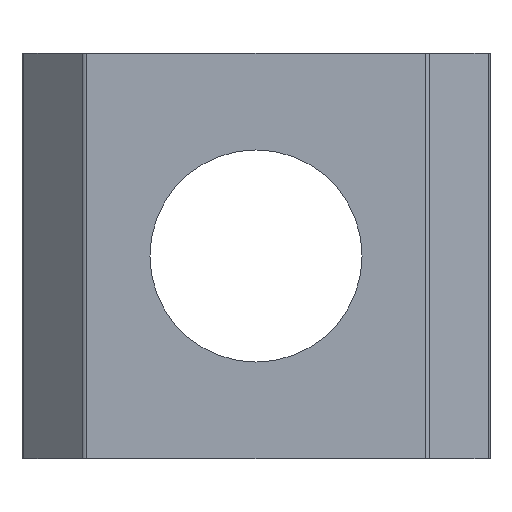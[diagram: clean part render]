
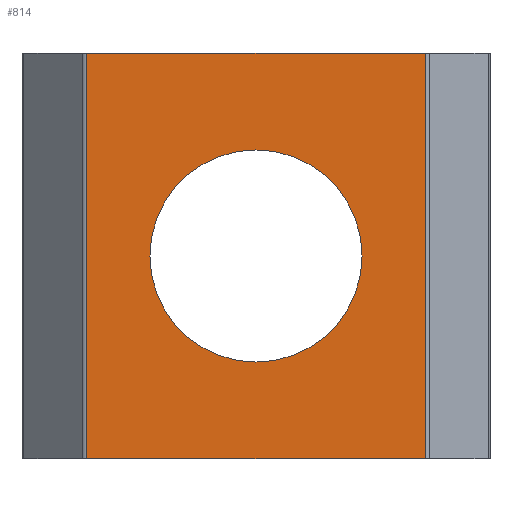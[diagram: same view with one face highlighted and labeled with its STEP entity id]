
A CAD part, front view. The second image highlights one B-rep face of the part: STEP entity #814.
In plain terms, the highlighted planar face has unit normal (0, -1, 0).
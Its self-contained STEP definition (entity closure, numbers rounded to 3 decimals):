
#2 = CARTESIAN_POINT ( 'NONE',  ( -5.417, -8., 13. ) ) ;
#16 = CARTESIAN_POINT ( 'NONE',  ( 0., -8., 6.5 ) ) ;
#46 = VERTEX_POINT ( 'NONE', #271 ) ;
#49 = VERTEX_POINT ( 'NONE', #813 ) ;
#58 = DIRECTION ( 'NONE',  ( 0., 1., 0. ) ) ;
#63 = LINE ( 'NONE', #647, #742 ) ;
#66 = VECTOR ( 'NONE', #492, 1000. ) ;
#68 = ORIENTED_EDGE ( 'NONE', *, *, #476, .T. ) ;
#87 = DIRECTION ( 'NONE',  ( 0., 0., 1. ) ) ;
#150 = CARTESIAN_POINT ( 'NONE',  ( 0., -8., 9.9 ) ) ;
#161 = ORIENTED_EDGE ( 'NONE', *, *, #601, .T. ) ;
#181 = AXIS2_PLACEMENT_3D ( 'NONE', #367, #822, #439 ) ;
#185 = CARTESIAN_POINT ( 'NONE',  ( 5.417, -8., 0. ) ) ;
#200 = EDGE_CURVE ( 'NONE', #823, #577, #679, .T. ) ;
#209 = VECTOR ( 'NONE', #390, 1000. ) ;
#219 = DIRECTION ( 'NONE',  ( -1., 0., 0. ) ) ;
#258 = FACE_BOUND ( 'NONE', #496, .T. ) ;
#271 = CARTESIAN_POINT ( 'NONE',  ( 5.417, -8., 13. ) ) ;
#324 = DIRECTION ( 'NONE',  ( 0., 0., 1. ) ) ;
#329 = PLANE ( 'NONE',  #719 ) ;
#340 = EDGE_CURVE ( 'NONE', #368, #46, #639, .T. ) ;
#367 = CARTESIAN_POINT ( 'NONE',  ( 0., -8., 6.5 ) ) ;
#368 = VERTEX_POINT ( 'NONE', #2 ) ;
#377 = DIRECTION ( 'NONE',  ( 0., 0., -1. ) ) ;
#390 = DIRECTION ( 'NONE',  ( 1., 0., 0. ) ) ;
#414 = CIRCLE ( 'NONE', #673, 3.4 ) ;
#435 = CARTESIAN_POINT ( 'NONE',  ( -5.5, -8., 13. ) ) ;
#439 = DIRECTION ( 'NONE',  ( 0., 0., 1. ) ) ;
#470 = ORIENTED_EDGE ( 'NONE', *, *, #727, .T. ) ;
#476 = EDGE_CURVE ( 'NONE', #368, #49, #842, .T. ) ;
#487 = DIRECTION ( 'NONE',  ( 0., 1., 0. ) ) ;
#492 = DIRECTION ( 'NONE',  ( 1., 0., 0. ) ) ;
#496 = EDGE_LOOP ( 'NONE', ( #640, #716 ) ) ;
#558 = VERTEX_POINT ( 'NONE', #185 ) ;
#577 = VERTEX_POINT ( 'NONE', #782 ) ;
#587 = FACE_OUTER_BOUND ( 'NONE', #830, .T. ) ;
#601 = EDGE_CURVE ( 'NONE', #49, #558, #759, .T. ) ;
#606 = CARTESIAN_POINT ( 'NONE',  ( -5.417, -8., 13. ) ) ;
#610 = ORIENTED_EDGE ( 'NONE', *, *, #340, .F. ) ;
#639 = LINE ( 'NONE', #435, #66 ) ;
#640 = ORIENTED_EDGE ( 'NONE', *, *, #200, .T. ) ;
#647 = CARTESIAN_POINT ( 'NONE',  ( 5.417, -8., 13. ) ) ;
#666 = VECTOR ( 'NONE', #377, 1000. ) ;
#673 = AXIS2_PLACEMENT_3D ( 'NONE', #16, #487, #87 ) ;
#679 = CIRCLE ( 'NONE', #181, 3.4 ) ;
#716 = ORIENTED_EDGE ( 'NONE', *, *, #815, .T. ) ;
#719 = AXIS2_PLACEMENT_3D ( 'NONE', #847, #58, #219 ) ;
#727 = EDGE_CURVE ( 'NONE', #558, #46, #63, .T. ) ;
#742 = VECTOR ( 'NONE', #324, 1000. ) ;
#759 = LINE ( 'NONE', #843, #209 ) ;
#782 = CARTESIAN_POINT ( 'NONE',  ( 0., -8., 3.1 ) ) ;
#813 = CARTESIAN_POINT ( 'NONE',  ( -5.417, -8., 0. ) ) ;
#814 = ADVANCED_FACE ( 'NONE', ( #258, #587 ), #329, .F. ) ;
#815 = EDGE_CURVE ( 'NONE', #577, #823, #414, .T. ) ;
#822 = DIRECTION ( 'NONE',  ( 0., 1., 0. ) ) ;
#823 = VERTEX_POINT ( 'NONE', #150 ) ;
#830 = EDGE_LOOP ( 'NONE', ( #610, #68, #161, #470 ) ) ;
#842 = LINE ( 'NONE', #606, #666 ) ;
#843 = CARTESIAN_POINT ( 'NONE',  ( -5.5, -8., 0. ) ) ;
#847 = CARTESIAN_POINT ( 'NONE',  ( -5.5, -8., 13. ) ) ;
